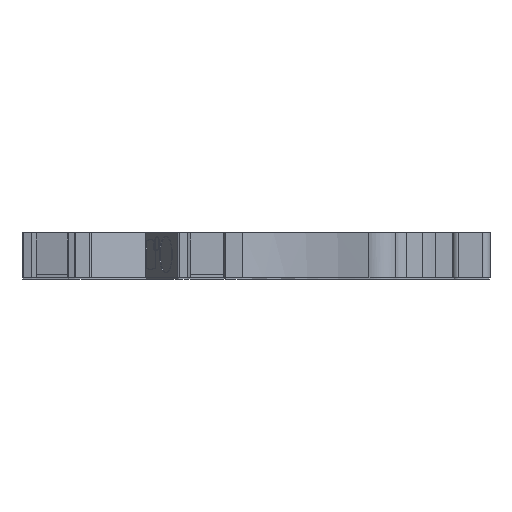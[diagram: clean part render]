
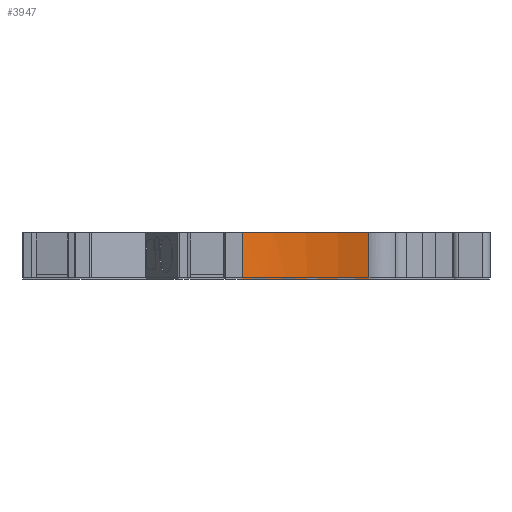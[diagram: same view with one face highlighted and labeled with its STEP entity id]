
A CAD part, left-side view. The second image highlights one B-rep face of the part: STEP entity #3947.
In plain terms, the highlighted cylindrical face has radius 26 mm (diameter 52 mm), a partial arc.
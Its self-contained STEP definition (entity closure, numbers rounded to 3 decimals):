
#2 = CARTESIAN_POINT ( 'NONE',  ( -30.379, 34.937, 67.573 ) ) ;
#308 = AXIS2_PLACEMENT_3D ( 'NONE', #19449, #13809, #17664 ) ;
#849 = VERTEX_POINT ( 'NONE', #12747 ) ;
#1021 = ORIENTED_EDGE ( 'NONE', *, *, #22926, .F. ) ;
#1695 = DIRECTION ( 'NONE',  ( 0., 0., -1. ) ) ;
#1698 = CARTESIAN_POINT ( 'NONE',  ( -29.025, 46.172, 67.423 ) ) ;
#1967 = CARTESIAN_POINT ( 'NONE',  ( -30.431, 51.706, 67.573 ) ) ;
#2077 = EDGE_CURVE ( 'NONE', #7381, #14022, #2215, .T. ) ;
#2215 = B_SPLINE_CURVE_WITH_KNOTS ( 'NONE', 3,
 ( #5500, #7991, #13109, #2 ),
 .UNSPECIFIED., .F., .F.,
 ( 4, 4 ),
 ( 0.008, 0.976 ),
 .UNSPECIFIED. ) ;
#2229 = VECTOR ( 'NONE', #9714, 1000. ) ;
#2238 = LINE ( 'NONE', #23429, #2229 ) ;
#2924 = CIRCLE ( 'NONE', #7291, 26. ) ;
#3947 = ADVANCED_FACE ( 'NONE', ( #23276 ), #11938, .F. ) ;
#4380 = EDGE_LOOP ( 'NONE', ( #17089, #17631, #19049, #13192, #1021, #14624, #5781 ) ) ;
#4500 = CARTESIAN_POINT ( 'NONE',  ( -30.432, 51.709, 73.573 ) ) ;
#5068 = CARTESIAN_POINT ( 'NONE',  ( -30.432, 51.709, 67.573 ) ) ;
#5500 = CARTESIAN_POINT ( 'NONE',  ( -30.379, 34.937, 73.573 ) ) ;
#5781 = ORIENTED_EDGE ( 'NONE', *, *, #2077, .F. ) ;
#5909 = EDGE_CURVE ( 'NONE', #20609, #7381, #7476, .T. ) ;
#6558 = DIRECTION ( 'NONE',  ( 1., 0., 0. ) ) ;
#7200 = CARTESIAN_POINT ( 'NONE',  ( -55.016, 43.245, 67.573 ) ) ;
#7291 = AXIS2_PLACEMENT_3D ( 'NONE', #7200, #20584, #14699 ) ;
#7381 = VERTEX_POINT ( 'NONE', #7504 ) ;
#7476 = CIRCLE ( 'NONE', #10688, 26. ) ;
#7504 = CARTESIAN_POINT ( 'NONE',  ( -30.379, 34.937, 73.573 ) ) ;
#7991 = CARTESIAN_POINT ( 'NONE',  ( -30.377, 34.937, 71.573 ) ) ;
#8841 = CARTESIAN_POINT ( 'NONE',  ( -30.379, 34.937, 67.573 ) ) ;
#9545 = VECTOR ( 'NONE', #1695, 1000. ) ;
#9687 = CARTESIAN_POINT ( 'NONE',  ( -29.007, 40.48, 67.423 ) ) ;
#9714 = DIRECTION ( 'NONE',  ( 0., 0., -1. ) ) ;
#10599 = CARTESIAN_POINT ( 'NONE',  ( -30.379, 34.937, 67.523 ) ) ;
#10688 = AXIS2_PLACEMENT_3D ( 'NONE', #21651, #17658, #6558 ) ;
#11331 = CARTESIAN_POINT ( 'NONE',  ( -30.379, 34.937, 67.573 ) ) ;
#11442 = CARTESIAN_POINT ( 'NONE',  ( -30.379, 34.937, 67.423 ) ) ;
#11548 = EDGE_CURVE ( 'NONE', #14022, #849, #13802, .T. ) ;
#11938 = CYLINDRICAL_SURFACE ( 'NONE', #308, 26. ) ;
#11983 = VERTEX_POINT ( 'NONE', #5068 ) ;
#12063 = VERTEX_POINT ( 'NONE', #19046 ) ;
#12383 = EDGE_CURVE ( 'NONE', #20609, #11983, #14951, .T. ) ;
#12747 = CARTESIAN_POINT ( 'NONE',  ( -30.379, 34.937, 67.423 ) ) ;
#13109 = CARTESIAN_POINT ( 'NONE',  ( -30.377, 34.937, 69.573 ) ) ;
#13192 = ORIENTED_EDGE ( 'NONE', *, *, #16946, .T. ) ;
#13802 = B_SPLINE_CURVE_WITH_KNOTS ( 'NONE', 3,
 ( #8841, #10599, #22056, #16463 ),
 .UNSPECIFIED., .F., .F.,
 ( 4, 4 ),
 ( 0., 1. ),
 .UNSPECIFIED. ) ;
#13809 = DIRECTION ( 'NONE',  ( 0., 0., -1. ) ) ;
#14022 = VERTEX_POINT ( 'NONE', #11331 ) ;
#14624 = ORIENTED_EDGE ( 'NONE', *, *, #11548, .F. ) ;
#14630 = EDGE_CURVE ( 'NONE', #18657, #11983, #2924, .T. ) ;
#14699 = DIRECTION ( 'NONE',  ( -1., 0., 0. ) ) ;
#14951 = LINE ( 'NONE', #17185, #9545 ) ;
#16463 = CARTESIAN_POINT ( 'NONE',  ( -30.379, 34.937, 67.423 ) ) ;
#16946 = EDGE_CURVE ( 'NONE', #18657, #12063, #2238, .T. ) ;
#17063 = CARTESIAN_POINT ( 'NONE',  ( -29.505, 49.015, 67.423 ) ) ;
#17089 = ORIENTED_EDGE ( 'NONE', *, *, #5909, .F. ) ;
#17185 = CARTESIAN_POINT ( 'NONE',  ( -30.432, 51.709, 73.623 ) ) ;
#17631 = ORIENTED_EDGE ( 'NONE', *, *, #12383, .T. ) ;
#17658 = DIRECTION ( 'NONE',  ( 0., 0., -1. ) ) ;
#17664 = DIRECTION ( 'NONE',  ( -1., 0., 0. ) ) ;
#18657 = VERTEX_POINT ( 'NONE', #1967 ) ;
#19046 = CARTESIAN_POINT ( 'NONE',  ( -30.431, 51.706, 67.423 ) ) ;
#19049 = ORIENTED_EDGE ( 'NONE', *, *, #14630, .F. ) ;
#19195 = CARTESIAN_POINT ( 'NONE',  ( -30.431, 51.706, 67.423 ) ) ;
#19449 = CARTESIAN_POINT ( 'NONE',  ( -55.017, 43.248, 73.623 ) ) ;
#20584 = DIRECTION ( 'NONE',  ( 0., 0., 1. ) ) ;
#20609 = VERTEX_POINT ( 'NONE', #4500 ) ;
#21651 = CARTESIAN_POINT ( 'NONE',  ( -55.017, 43.248, 73.573 ) ) ;
#22056 = CARTESIAN_POINT ( 'NONE',  ( -30.379, 34.937, 67.473 ) ) ;
#22926 = EDGE_CURVE ( 'NONE', #849, #12063, #23481, .T. ) ;
#23276 = FACE_OUTER_BOUND ( 'NONE', #4380, .T. ) ;
#23429 = CARTESIAN_POINT ( 'NONE',  ( -30.431, 51.706, 67.498 ) ) ;
#23481 = B_SPLINE_CURVE_WITH_KNOTS ( 'NONE', 3,
 ( #11442, #24412, #9687, #1698, #17063, #19195 ),
 .UNSPECIFIED., .F., .F.,
 ( 4, 2, 4 ),
 ( 0., 0.5, 1. ),
 .UNSPECIFIED. ) ;
#24412 = CARTESIAN_POINT ( 'NONE',  ( -29.47, 37.633, 67.423 ) ) ;
